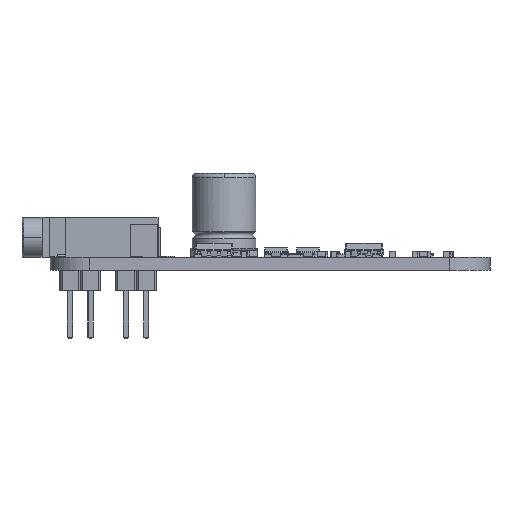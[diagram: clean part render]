
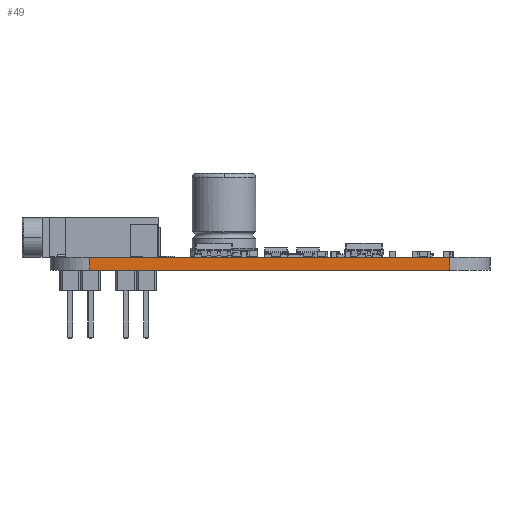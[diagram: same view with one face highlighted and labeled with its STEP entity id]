
A CAD part, left-side view. The second image highlights one B-rep face of the part: STEP entity #49.
In plain terms, the highlighted planar face has unit normal (-1, 0, 0).
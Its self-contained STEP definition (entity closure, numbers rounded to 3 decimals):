
#49 = ADVANCED_FACE('',(#50),#84,.F.);
#50 = FACE_BOUND('',#51,.F.);
#51 = EDGE_LOOP('',(#52,#62,#70,#78));
#52 = ORIENTED_EDGE('',*,*,#53,.T.);
#53 = EDGE_CURVE('',#54,#56,#58,.T.);
#54 = VERTEX_POINT('',#55);
#55 = CARTESIAN_POINT('',(110.,-123.,0.));
#56 = VERTEX_POINT('',#57);
#57 = CARTESIAN_POINT('',(110.,-123.,-1.59));
#58 = LINE('',#59,#60);
#59 = CARTESIAN_POINT('',(110.,-123.,0.));
#60 = VECTOR('',#61,1.);
#61 = DIRECTION('',(0.,0.,-1.));
#62 = ORIENTED_EDGE('',*,*,#63,.T.);
#63 = EDGE_CURVE('',#56,#64,#66,.T.);
#64 = VERTEX_POINT('',#65);
#65 = CARTESIAN_POINT('',(110.,-78.,-1.59));
#66 = LINE('',#67,#68);
#67 = CARTESIAN_POINT('',(110.,-123.,-1.59));
#68 = VECTOR('',#69,1.);
#69 = DIRECTION('',(0.,1.,0.));
#70 = ORIENTED_EDGE('',*,*,#71,.F.);
#71 = EDGE_CURVE('',#72,#64,#74,.T.);
#72 = VERTEX_POINT('',#73);
#73 = CARTESIAN_POINT('',(110.,-78.,0.));
#74 = LINE('',#75,#76);
#75 = CARTESIAN_POINT('',(110.,-78.,0.));
#76 = VECTOR('',#77,1.);
#77 = DIRECTION('',(0.,0.,-1.));
#78 = ORIENTED_EDGE('',*,*,#79,.F.);
#79 = EDGE_CURVE('',#54,#72,#80,.T.);
#80 = LINE('',#81,#82);
#81 = CARTESIAN_POINT('',(110.,-123.,0.));
#82 = VECTOR('',#83,1.);
#83 = DIRECTION('',(0.,1.,0.));
#84 = PLANE('',#85);
#85 = AXIS2_PLACEMENT_3D('',#86,#87,#88);
#86 = CARTESIAN_POINT('',(110.,-123.,0.));
#87 = DIRECTION('',(1.,-0.,0.));
#88 = DIRECTION('',(0.,1.,0.));
